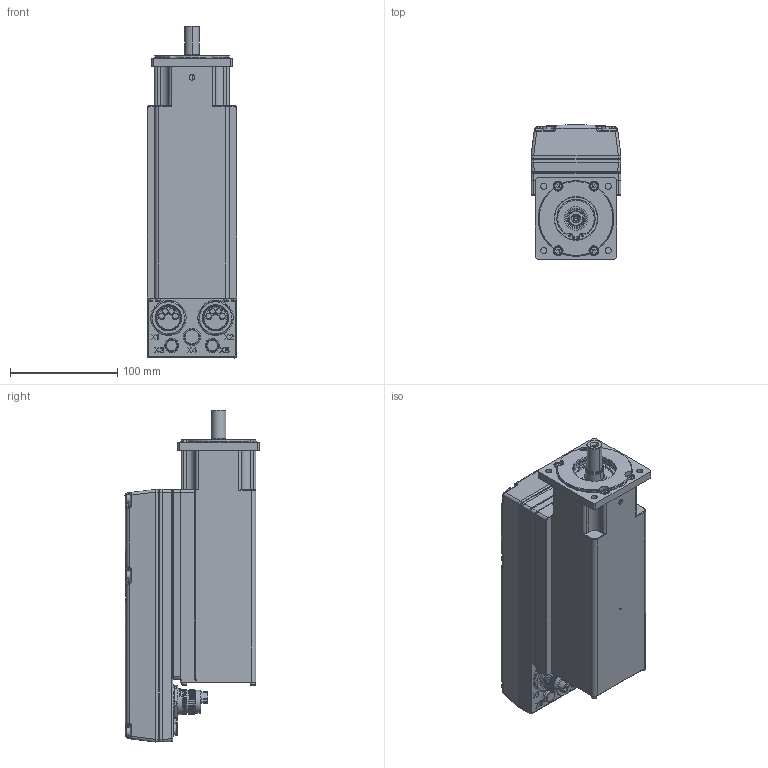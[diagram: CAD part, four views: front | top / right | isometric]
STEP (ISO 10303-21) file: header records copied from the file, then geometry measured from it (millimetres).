
FILE_DESCRIPTION((''),'2;1');
FILE_NAME('ISD510_SIZE1_A_1_5_3D','2021-12-03T10:16:06',('U384099'),('Danfoss Drives A/S'),'CREO PARAMETRIC BY PTC INC, 2019344','CREO PARAMETRIC BY PTC INC, 2019344','');
FILE_SCHEMA(('CONFIG_CONTROL_DESIGN','GEOMETRIC_VALIDATION_PROPERTIES_MIM'));
Products named in the file (1): ISD510_SIZE1_A_1_5_3D
Bounding box: 84.04 x 125.51 x 310.17 mm (x, y, z)
Volume: 6016.3 mm3; surface area: 191217.4 mm2
Topology: 1 solids, 5 shells, 2102 faces, 5750 edges, 3720 vertices
Faces by surface type: plane 940, cylinder 481, extrusion 252, bspline 180, torus 125, cone 120, sphere 4
Entity records: 79528 total; most frequent: CARTESIAN_POINT 28425, ORIENTED_EDGE 11378, DIRECTION 9203, EDGE_CURVE 5724, VERTEX_POINT 3720, VECTOR 3381, LINE 3129, AXIS2_PLACEMENT_3D 2911
